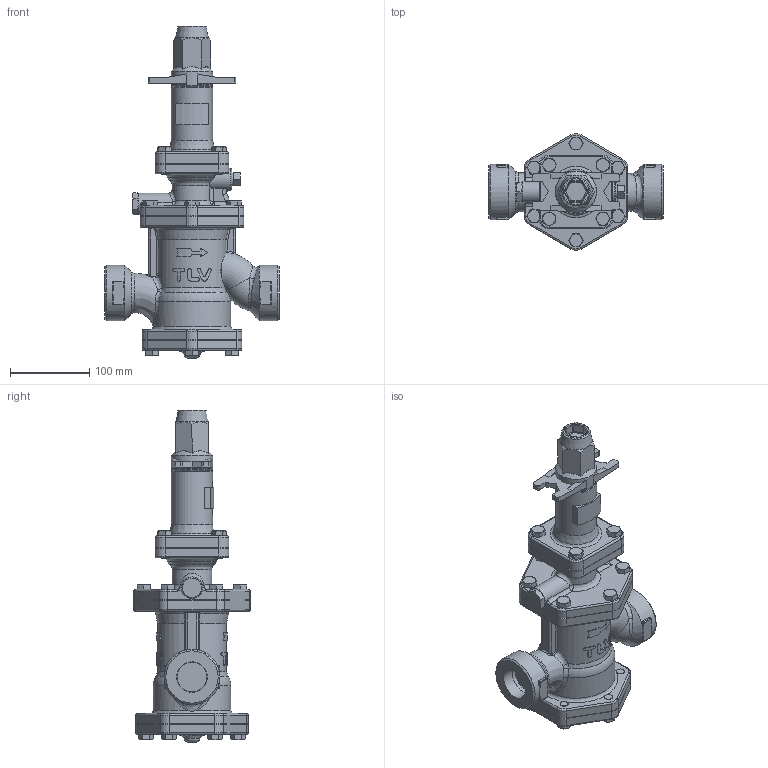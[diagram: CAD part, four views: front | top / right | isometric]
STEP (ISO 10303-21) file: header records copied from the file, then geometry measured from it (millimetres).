
FILE_DESCRIPTION((''),'2;1');
FILE_NAME('spr16-032-screw-00.stp','2010-06-23T16:51:34',('nakaot'),(''),'Autodesk Inventor 2008','Autodesk Inventor 2008','');
FILE_SCHEMA(('AUTOMOTIVE_DESIGN { 1 0 10303 214 1 1 1 1 }'));
Length unit declared in the file: millimetre
Products named in the file (1): spr16-032-screw-00
Bounding box: 220 x 147.34 x 419 mm (x, y, z)
Volume: 2666638.4 mm3; surface area: 259549.5 mm2
Topology: 1 solids, 1 shells, 895 faces, 2169 edges, 1325 vertices
Faces by surface type: plane 292, cylinder 218, bspline 204, cone 126, torus 54, sphere 1
Full cylindrical faces by diameter (mm): 10 x32, 27 x1, 28 x1, 50 x1, 52 x2, 70 x3, 90 x2
Entity records: 48039 total; most frequent: CARTESIAN_POINT 29129, ORIENTED_EDGE 4066, DIRECTION 3627, EDGE_CURVE 2033, AXIS2_PLACEMENT_3D 1439, VERTEX_POINT 1288, EDGE_LOOP 1075, FACE_OUTER_BOUND 895
